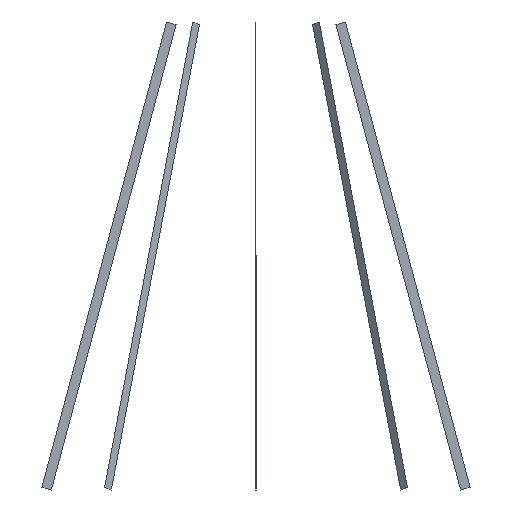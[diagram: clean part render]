
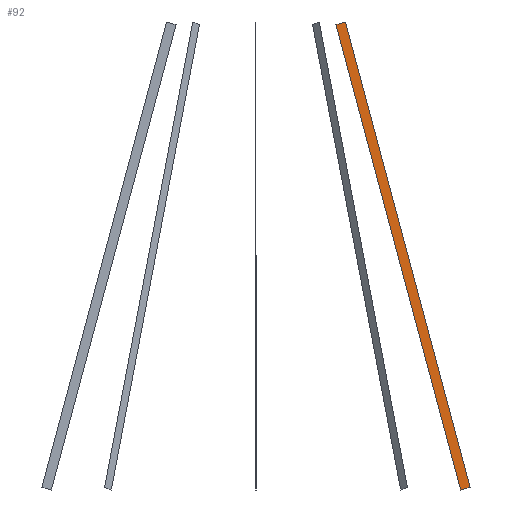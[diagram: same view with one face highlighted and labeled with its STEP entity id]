
A CAD part, front view. The second image highlights one B-rep face of the part: STEP entity #92.
In plain terms, the highlighted planar face has unit normal (0, 1, 0).
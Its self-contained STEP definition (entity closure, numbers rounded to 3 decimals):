
#53=CARTESIAN_POINT('Axis2P3D Location',(88.466,0.,140.259)) ;
#58=CARTESIAN_POINT('Line Origine',(91.364,0.,141.035)) ;
#62=CARTESIAN_POINT('Vertex',(128.864,0.,1.035)) ;
#64=CARTESIAN_POINT('Vertex',(53.864,0.,281.035)) ;
#67=CARTESIAN_POINT('Line Origine',(125.966,0.,0.259)) ;
#71=CARTESIAN_POINT('Vertex',(123.068,0.,-0.517)) ;
#74=CARTESIAN_POINT('Line Origine',(85.568,0.,139.483)) ;
#78=CARTESIAN_POINT('Vertex',(48.068,0.,279.483)) ;
#81=CARTESIAN_POINT('Line Origine',(50.966,0.,280.259)) ;
#54=DIRECTION('Axis2P3D Direction',(0.,-1.,0.)) ;
#55=DIRECTION('Axis2P3D XDirection',(-0.259,0.,0.966)) ;
#59=DIRECTION('Vector Direction',(-0.259,0.,0.966)) ;
#68=DIRECTION('Vector Direction',(-0.966,0.,-0.259)) ;
#75=DIRECTION('Vector Direction',(-0.259,0.,0.966)) ;
#82=DIRECTION('Vector Direction',(-0.966,0.,-0.259)) ;
#56=AXIS2_PLACEMENT_3D('Plane Axis2P3D',#53,#54,#55) ;
#87=ORIENTED_EDGE('',*,*,#66,.F.) ;
#88=ORIENTED_EDGE('',*,*,#73,.T.) ;
#89=ORIENTED_EDGE('',*,*,#80,.T.) ;
#90=ORIENTED_EDGE('',*,*,#85,.F.) ;
#60=VECTOR('Line Direction',#59,1.) ;
#69=VECTOR('Line Direction',#68,1.) ;
#76=VECTOR('Line Direction',#75,1.) ;
#83=VECTOR('Line Direction',#82,1.) ;
#92=ADVANCED_FACE('Multi-sections Surface.9',(#91),#57,.F.) ;
#66=EDGE_CURVE('',#63,#65,#61,.T.) ;
#73=EDGE_CURVE('',#63,#72,#70,.T.) ;
#80=EDGE_CURVE('',#72,#79,#77,.T.) ;
#85=EDGE_CURVE('',#65,#79,#84,.T.) ;
#86=EDGE_LOOP('',(#87,#88,#89,#90)) ;
#91=FACE_OUTER_BOUND('',#86,.T.) ;
#61=LINE('Line',#58,#60) ;
#70=LINE('Line',#67,#69) ;
#77=LINE('Line',#74,#76) ;
#84=LINE('Line',#81,#83) ;
#57=PLANE('',#56) ;
#63=VERTEX_POINT('',#62) ;
#65=VERTEX_POINT('',#64) ;
#72=VERTEX_POINT('',#71) ;
#79=VERTEX_POINT('',#78) ;
